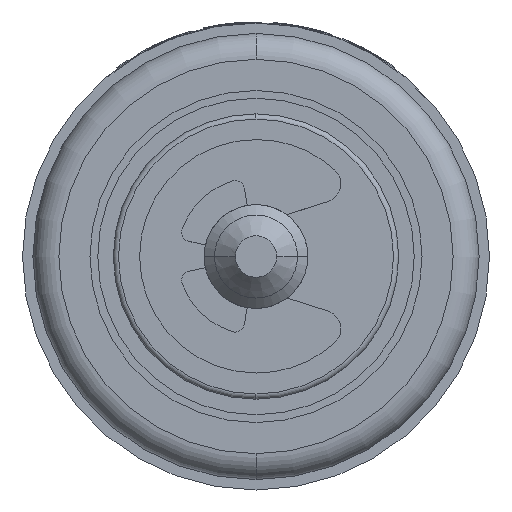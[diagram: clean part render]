
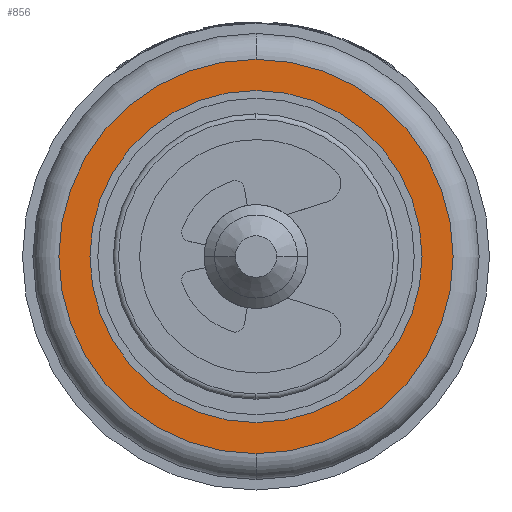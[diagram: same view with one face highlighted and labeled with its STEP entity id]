
A CAD part, front view. The second image highlights one B-rep face of the part: STEP entity #856.
In plain terms, the highlighted planar face has unit normal (0, -1, 0).
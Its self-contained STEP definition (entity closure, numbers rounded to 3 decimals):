
#10 = FACE_BOUND ( 'NONE', #4207, .T. ) ;
#245 = ORIENTED_EDGE ( 'NONE', *, *, #426, .F. ) ;
#338 = CARTESIAN_POINT ( 'NONE',  ( 0., -10., 0. ) ) ;
#373 = CIRCLE ( 'NONE', #1150, 1.9 ) ;
#378 = DIRECTION ( 'NONE',  ( 0., -1., 0. ) ) ;
#418 = DIRECTION ( 'NONE',  ( 0., -1., 0. ) ) ;
#426 = EDGE_CURVE ( 'Defeature ausgef�hrt2_26+Defeature ausgef�hrt2_5+Defeature ausgef�hrt2_5+Defeature ausgef�hrt2_5', #2438, #3551, #645, .T. ) ;
#447 = CARTESIAN_POINT ( 'NONE',  ( 1.35, -10., 0. ) ) ;
#645 = CIRCLE ( 'NONE', #5112, 1.6 ) ;
#856 = ADVANCED_FACE ( 'Defeature ausgef�hrt2_5', ( #10, #6118 ), #4733, .T. ) ;
#1079 = ORIENTED_EDGE ( 'NONE', *, *, #5664, .F. ) ;
#1118 = AXIS2_PLACEMENT_3D ( 'NONE', #338, #378, #2613 ) ;
#1150 = AXIS2_PLACEMENT_3D ( 'NONE', #3166, #1708, #4650 ) ;
#1384 = AXIS2_PLACEMENT_3D ( 'NONE', #447, #418, #5649 ) ;
#1509 = CARTESIAN_POINT ( 'NONE',  ( 0., -10., -1.6 ) ) ;
#1544 = ORIENTED_EDGE ( 'NONE', *, *, #4272, .T. ) ;
#1708 = DIRECTION ( 'NONE',  ( 0., -1., 0. ) ) ;
#1819 = ORIENTED_EDGE ( 'NONE', *, *, #3071, .T. ) ;
#1920 = CARTESIAN_POINT ( 'NONE',  ( 0., -10., 1.6 ) ) ;
#2032 = VERTEX_POINT ( 'NONE', #5628 ) ;
#2146 = CARTESIAN_POINT ( 'NONE',  ( 0., -10., 0. ) ) ;
#2322 = CIRCLE ( 'NONE', #1118, 1.9 ) ;
#2353 = VERTEX_POINT ( 'NONE', #2397 ) ;
#2356 = DIRECTION ( 'NONE',  ( 0., -1., 0. ) ) ;
#2397 = CARTESIAN_POINT ( 'NONE',  ( 0., -10., 1.9 ) ) ;
#2438 = VERTEX_POINT ( 'NONE', #1509 ) ;
#2613 = DIRECTION ( 'NONE',  ( 0., 0., -1. ) ) ;
#3071 = EDGE_CURVE ( 'Defeature ausgef�hrt2_5+Defeature ausgef�hrt2_10+Defeature ausgef�hrt2_10+Defeature ausgef�hrt2_10', #2353, #2032, #373, .T. ) ;
#3166 = CARTESIAN_POINT ( 'NONE',  ( 0., -10., 0. ) ) ;
#3551 = VERTEX_POINT ( 'NONE', #1920 ) ;
#4043 = DIRECTION ( 'NONE',  ( 0., 0., -1. ) ) ;
#4207 = EDGE_LOOP ( 'NONE', ( #245, #1079 ) ) ;
#4222 = AXIS2_PLACEMENT_3D ( 'NONE', #2146, #5896, #4043 ) ;
#4271 = CARTESIAN_POINT ( 'NONE',  ( 0., -10., 0. ) ) ;
#4272 = EDGE_CURVE ( 'Defeature ausgef�hrt2_5+Defeature ausgef�hrt2_10+Defeature ausgef�hrt2_10+Defeature ausgef�hrt2_10', #2032, #2353, #2322, .T. ) ;
#4650 = DIRECTION ( 'NONE',  ( 0., 0., -1. ) ) ;
#4733 = PLANE ( 'NONE',  #1384 ) ;
#4770 = DIRECTION ( 'NONE',  ( 0., 0., -1. ) ) ;
#4820 = EDGE_LOOP ( 'NONE', ( #1544, #1819 ) ) ;
#5112 = AXIS2_PLACEMENT_3D ( 'NONE', #4271, #2356, #4770 ) ;
#5628 = CARTESIAN_POINT ( 'NONE',  ( 0., -10., -1.9 ) ) ;
#5649 = DIRECTION ( 'NONE',  ( 0., 0., -1. ) ) ;
#5664 = EDGE_CURVE ( 'Defeature ausgef�hrt2_26+Defeature ausgef�hrt2_5+Defeature ausgef�hrt2_5+Defeature ausgef�hrt2_5', #3551, #2438, #5694, .T. ) ;
#5694 = CIRCLE ( 'NONE', #4222, 1.6 ) ;
#5896 = DIRECTION ( 'NONE',  ( 0., -1., 0. ) ) ;
#6118 = FACE_OUTER_BOUND ( 'NONE', #4820, .T. ) ;
